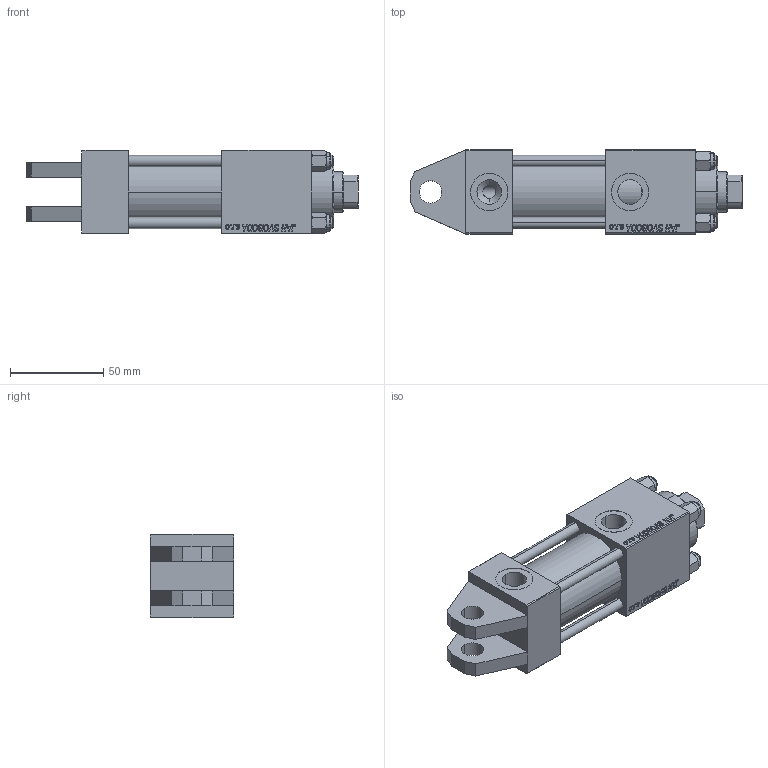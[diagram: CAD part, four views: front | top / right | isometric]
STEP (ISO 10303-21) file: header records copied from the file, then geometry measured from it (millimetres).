
FILE_DESCRIPTION (( 'STEP AP203' ), '1' );
FILE_NAME ('a390.STEP', '2023-08-23T16:29:15', ( '' ), ( '' ), 'SwSTEP 2.0', 'SolidWorks 2019', '' );
FILE_SCHEMA (( 'CONFIG_CONTROL_DESIGN' ));
Length unit declared in the file: millimetre
Products named in the file (6): V215CR_H_Body 89491538538ccca1a763f9754722643e; V215_VC_A 89491538538ccca1a763f9754722643e; a390; V215CR_TYCINKA_H 89491538538ccca1a763f9754722643e; NUT_M5_H 89491538538ccca1a763f9754722643e; V215CR_VCP_H 89491538538ccca1a763f9754722643e
Assembly tree (11 placements, depth 2):
  a390
    V215CR_H_Body 89491538538ccca1a763f9754722643e
    V215CR_VCP_H 89491538538ccca1a763f9754722643e
    V215CR_TYCINKA_H 89491538538ccca1a763f9754722643e  x4
    NUT_M5_H 89491538538ccca1a763f9754722643e  x4
    V215_VC_A 89491538538ccca1a763f9754722643e
Bounding box: 178 x 45 x 45 mm (x, y, z)
Volume: 225167.5 mm3; surface area: 78357.3 mm2
Topology: 11 solids, 11 shells, 1128 faces, 2840 edges, 1841 vertices
Faces by surface type: plane 517, bspline 392, cone 128, cylinder 83, torus 8
Entity records: 49720 total; most frequent: CARTESIAN_POINT 27016, ORIENTED_EDGE 5172, DIRECTION 3210, EDGE_CURVE 2586, VERTEX_POINT 1697, LINE 1572, VECTOR 1572, EDGE_LOOP 1131
